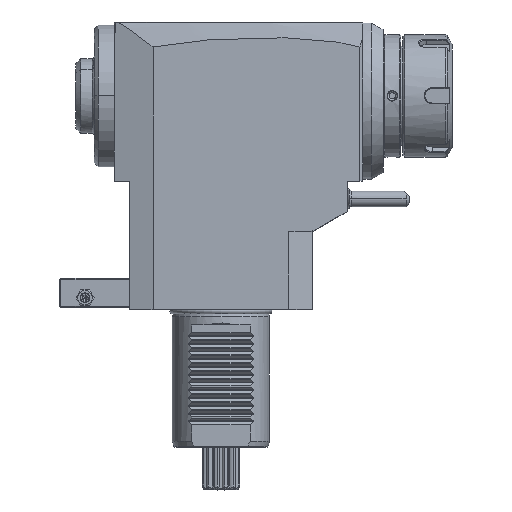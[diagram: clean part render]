
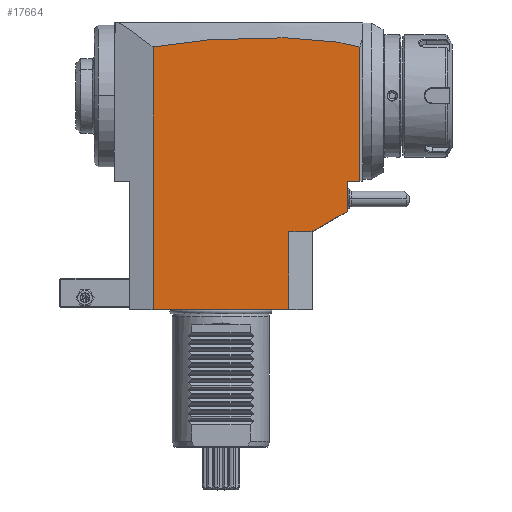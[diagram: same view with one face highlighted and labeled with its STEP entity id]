
A CAD part, top view. The second image highlights one B-rep face of the part: STEP entity #17664.
In plain terms, the highlighted planar face has unit normal (0, 0, 1).
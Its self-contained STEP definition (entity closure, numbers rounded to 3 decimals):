
#9=DIRECTION('',(-1.,0.,0.));
#10=VECTOR('',#9,70.);
#11=CARTESIAN_POINT('',(35.,0.,44.));
#12=LINE('',#11,#10);
#4558=DIRECTION('',(1.,0.,0.));
#4559=VECTOR('',#4558,11.);
#4560=CARTESIAN_POINT('',(35.,40.,44.));
#4561=LINE('',#4560,#4559);
#4574=DIRECTION('',(0.,1.,0.));
#4575=VECTOR('',#4574,40.);
#4576=CARTESIAN_POINT('',(35.,0.,44.));
#4577=LINE('',#4576,#4575);
#4606=DIRECTION('',(0.,-1.,0.));
#4607=VECTOR('',#4606,15.608);
#4608=CARTESIAN_POINT('',(65.,66.,44.));
#4609=LINE('',#4608,#4607);
#4610=DIRECTION('',(-0.866,-0.5,0.));
#4611=VECTOR('',#4610,20.785);
#4612=CARTESIAN_POINT('',(65.,50.392,44.));
#4613=LINE('',#4612,#4611);
#4614=DIRECTION('',(0.,1.,0.));
#4615=VECTOR('',#4614,0.577);
#4616=CARTESIAN_POINT('',(47.,40.,44.));
#4617=LINE('',#4616,#4615);
#4618=DIRECTION('',(0.866,0.5,0.));
#4619=VECTOR('',#4618,1.155);
#4620=CARTESIAN_POINT('',(46.,40.,44.));
#4621=LINE('',#4620,#4619);
#4622=DIRECTION('',(0.,1.,0.));
#4623=VECTOR('',#4622,135.17);
#4624=CARTESIAN_POINT('',(-35.,0.,44.));
#4625=LINE('',#4624,#4623);
#4626=CARTESIAN_POINT('',(71.5,135.054,44.));
#4627=CARTESIAN_POINT('',(71.149,135.177,44.));
#4628=CARTESIAN_POINT('',(70.42,135.419,44.));
#4629=CARTESIAN_POINT('',(69.239,135.77,44.));
#4630=CARTESIAN_POINT('',(68.002,136.101,44.));
#4631=CARTESIAN_POINT('',(66.733,136.41,44.));
#4632=CARTESIAN_POINT('',(65.454,136.695,44.));
#4633=CARTESIAN_POINT('',(64.102,136.971,44.));
#4634=CARTESIAN_POINT('',(62.62,137.249,44.));
#4635=CARTESIAN_POINT('',(60.946,137.536,44.));
#4636=CARTESIAN_POINT('',(59.032,137.833,44.));
#4637=CARTESIAN_POINT('',(56.868,138.133,44.));
#4638=CARTESIAN_POINT('',(54.443,138.432,44.));
#4639=CARTESIAN_POINT('',(51.724,138.725,44.));
#4640=CARTESIAN_POINT('',(48.654,139.01,44.));
#4641=CARTESIAN_POINT('',(45.177,139.28,44.));
#4642=CARTESIAN_POINT('',(41.21,139.528,44.));
#4643=CARTESIAN_POINT('',(36.699,139.741,44.));
#4644=CARTESIAN_POINT('',(31.737,139.897,44.));
#4645=CARTESIAN_POINT('',(26.437,139.981,44.));
#4646=CARTESIAN_POINT('',(20.992,139.986,44.));
#4647=CARTESIAN_POINT('',(15.474,139.911,44.));
#4648=CARTESIAN_POINT('',(9.929,139.756,44.));
#4649=CARTESIAN_POINT('',(4.34,139.521,44.));
#4650=CARTESIAN_POINT('',(-1.295,139.202,44.));
#4651=CARTESIAN_POINT('',(-6.663,138.816,44.));
#4652=CARTESIAN_POINT('',(-11.419,138.406,44.));
#4653=CARTESIAN_POINT('',(-15.694,137.979,44.));
#4654=CARTESIAN_POINT('',(-19.681,137.528,44.));
#4655=CARTESIAN_POINT('',(-23.576,137.032,44.));
#4656=CARTESIAN_POINT('',(-27.424,136.481,44.));
#4657=CARTESIAN_POINT('',(-31.228,135.869,44.));
#4658=CARTESIAN_POINT('',(-33.747,135.413,44.));
#4659=CARTESIAN_POINT('',(-35.,135.17,44.));
#4661=DIRECTION('',(0.,-1.,0.));
#4662=VECTOR('',#4661,69.054);
#4663=CARTESIAN_POINT('',(71.5,135.054,44.));
#4664=LINE('',#4663,#4662);
#4665=DIRECTION('',(1.,0.,0.));
#4666=VECTOR('',#4665,6.5);
#4667=CARTESIAN_POINT('',(65.,66.,44.));
#4668=LINE('',#4667,#4666);
#12816=VERTEX_POINT('',#4626);
#12817=VERTEX_POINT('',#4659);
#12829=CARTESIAN_POINT('',(71.5,66.,44.));
#12830=VERTEX_POINT('',#12829);
#12849=CARTESIAN_POINT('',(35.,40.,44.));
#12850=CARTESIAN_POINT('',(46.,40.,44.));
#12851=VERTEX_POINT('',#12849);
#12852=VERTEX_POINT('',#12850);
#13189=CARTESIAN_POINT('',(35.,0.,44.));
#13190=CARTESIAN_POINT('',(-35.,0.,44.));
#13191=VERTEX_POINT('',#13189);
#13192=VERTEX_POINT('',#13190);
#13203=CARTESIAN_POINT('',(65.,50.392,44.));
#13204=CARTESIAN_POINT('',(47.,40.,44.));
#13205=VERTEX_POINT('',#13203);
#13206=VERTEX_POINT('',#13204);
#13371=CARTESIAN_POINT('',(47.,40.577,44.));
#13373=VERTEX_POINT('',#13371);
#13453=CARTESIAN_POINT('',(65.,66.,44.));
#13454=VERTEX_POINT('',#13453);
#17642=CARTESIAN_POINT('',(-53.475,40.,44.));
#17643=DIRECTION('',(0.,0.,1.));
#17644=DIRECTION('',(1.,0.,0.));
#17645=AXIS2_PLACEMENT_3D('',#17642,#17643,#17644);
#17646=PLANE('',#17645);
#17648=ORIENTED_EDGE('',*,*,#17647,.F.);
#17650=ORIENTED_EDGE('',*,*,#17649,.T.);
#17651=ORIENTED_EDGE('',*,*,#17562,.T.);
#17653=ORIENTED_EDGE('',*,*,#17652,.T.);
#17655=ORIENTED_EDGE('',*,*,#17654,.F.);
#17656=ORIENTED_EDGE('',*,*,#17582,.F.);
#17657=ORIENTED_EDGE('',*,*,#17599,.F.);
#17658=ORIENTED_EDGE('',*,*,#13472,.T.);
#17659=ORIENTED_EDGE('',*,*,#13632,.T.);
#17660=ORIENTED_EDGE('',*,*,#14090,.F.);
#17661=ORIENTED_EDGE('',*,*,#14107,.T.);
#17662=EDGE_LOOP('',(#17648,#17650,#17651,#17653,#17655,#17656,#17657,#17658,
#17659,#17660,#17661));
#17663=FACE_OUTER_BOUND('',#17662,.F.);
#4660=B_SPLINE_CURVE_WITH_KNOTS('',3,(#4626,#4627,#4628,#4629,#4630,#4631,#4632,
#4633,#4634,#4635,#4636,#4637,#4638,#4639,#4640,#4641,#4642,#4643,#4644,#4645,
#4646,#4647,#4648,#4649,#4650,#4651,#4652,#4653,#4654,#4655,#4656,#4657,#4658,
#4659),.UNSPECIFIED.,.F.,.F.,(4,1,1,1,1,1,1,1,1,1,1,1,1,1,1,1,1,1,1,1,1,1,1,1,1,
1,1,1,1,1,1,4),(0.,0.032,0.065,0.097,
0.129,0.161,0.194,0.226,
0.258,0.29,0.323,0.355,
0.387,0.419,0.452,0.484,
0.516,0.548,0.581,0.613,
0.645,0.677,0.71,0.742,
0.774,0.806,0.839,0.871,
0.903,0.935,0.968,1.),.UNSPECIFIED.);
#13472=EDGE_CURVE('',#13191,#13192,#12,.T.);
#13632=EDGE_CURVE('',#13192,#12817,#4625,.T.);
#14090=EDGE_CURVE('',#12816,#12817,#4660,.T.);
#14107=EDGE_CURVE('',#12816,#12830,#4664,.T.);
#17562=EDGE_CURVE('',#13205,#13206,#4613,.T.);
#17582=EDGE_CURVE('',#12851,#12852,#4561,.T.);
#17599=EDGE_CURVE('',#13191,#12851,#4577,.T.);
#17647=EDGE_CURVE('',#13454,#12830,#4668,.T.);
#17649=EDGE_CURVE('',#13454,#13205,#4609,.T.);
#17652=EDGE_CURVE('',#13206,#13373,#4617,.T.);
#17654=EDGE_CURVE('',#12852,#13373,#4621,.T.);
#17664=ADVANCED_FACE('',(#17663),#17646,.T.);
